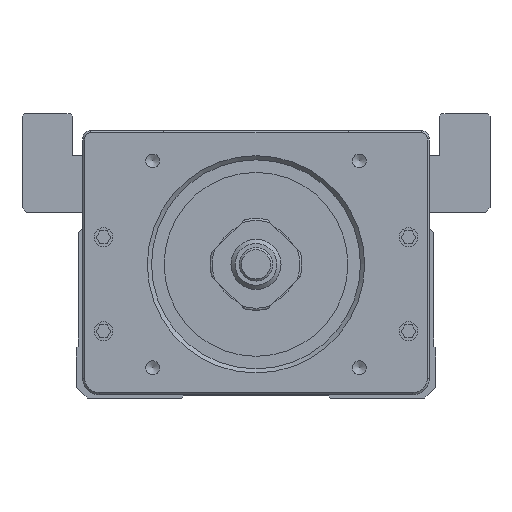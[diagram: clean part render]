
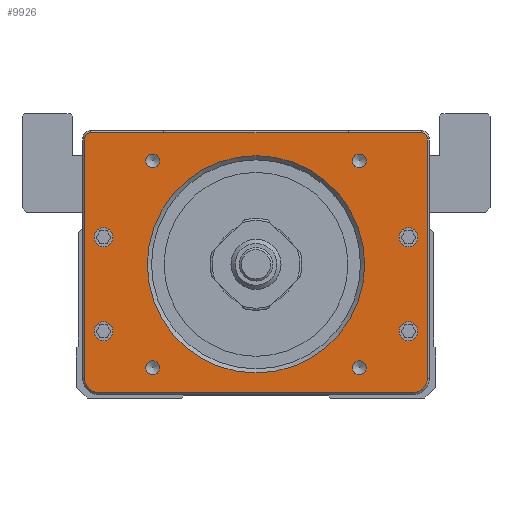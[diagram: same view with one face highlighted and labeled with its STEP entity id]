
A CAD part, front view. The second image highlights one B-rep face of the part: STEP entity #9926.
In plain terms, the highlighted planar face has unit normal (0, -1, 0).
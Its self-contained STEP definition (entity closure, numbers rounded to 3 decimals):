
#2135=PLANE('',#33366);
#3544=LINE('',#45883,#6811);
#3545=LINE('',#45888,#6812);
#3546=LINE('',#45892,#6813);
#3547=LINE('',#45896,#6814);
#6811=VECTOR('',#36497,1.);
#6812=VECTOR('',#36500,1.);
#6813=VECTOR('',#36503,1.);
#6814=VECTOR('',#36506,1.);
#9926=ADVANCED_FACE('',(#12212,#12213,#12214,#12215,#12216,#12217,#12218,
#12219,#12220,#12221),#2135,.F.);
#12212=FACE_BOUND('',#13295,.T.);
#12213=FACE_BOUND('',#13296,.T.);
#12214=FACE_BOUND('',#13297,.T.);
#12215=FACE_BOUND('',#13298,.T.);
#12216=FACE_BOUND('',#13299,.T.);
#12217=FACE_BOUND('',#13300,.T.);
#12218=FACE_BOUND('',#13301,.T.);
#12219=FACE_BOUND('',#13302,.T.);
#12220=FACE_BOUND('',#13303,.T.);
#12221=FACE_BOUND('',#13304,.T.);
#13295=EDGE_LOOP('',(#15983));
#13296=EDGE_LOOP('',(#15984));
#13297=EDGE_LOOP('',(#15985));
#13298=EDGE_LOOP('',(#15986));
#13299=EDGE_LOOP('',(#15987));
#13300=EDGE_LOOP('',(#15988,#15989,#15990,#15991,#15992,#15993,#15994,#15995));
#13301=EDGE_LOOP('',(#15996));
#13302=EDGE_LOOP('',(#15997));
#13303=EDGE_LOOP('',(#15998));
#13304=EDGE_LOOP('',(#15999));
#15983=ORIENTED_EDGE('',*,*,#28053,.T.);
#15984=ORIENTED_EDGE('',*,*,#28054,.T.);
#15985=ORIENTED_EDGE('',*,*,#28055,.T.);
#15986=ORIENTED_EDGE('',*,*,#28056,.T.);
#15987=ORIENTED_EDGE('',*,*,#28057,.T.);
#15988=ORIENTED_EDGE('',*,*,#28058,.T.);
#15989=ORIENTED_EDGE('',*,*,#28059,.T.);
#15990=ORIENTED_EDGE('',*,*,#28060,.T.);
#15991=ORIENTED_EDGE('',*,*,#28061,.T.);
#15992=ORIENTED_EDGE('',*,*,#28062,.T.);
#15993=ORIENTED_EDGE('',*,*,#28063,.T.);
#15994=ORIENTED_EDGE('',*,*,#28064,.T.);
#15995=ORIENTED_EDGE('',*,*,#28065,.T.);
#15996=ORIENTED_EDGE('',*,*,#28066,.T.);
#15997=ORIENTED_EDGE('',*,*,#28067,.T.);
#15998=ORIENTED_EDGE('',*,*,#28068,.T.);
#15999=ORIENTED_EDGE('',*,*,#28069,.T.);
#24946=VERTEX_POINT('',#45874);
#24947=VERTEX_POINT('',#45876);
#24948=VERTEX_POINT('',#45878);
#24949=VERTEX_POINT('',#45880);
#24950=VERTEX_POINT('',#45882);
#24951=VERTEX_POINT('',#45884);
#24952=VERTEX_POINT('',#45885);
#24953=VERTEX_POINT('',#45887);
#24954=VERTEX_POINT('',#45889);
#24955=VERTEX_POINT('',#45891);
#24956=VERTEX_POINT('',#45893);
#24957=VERTEX_POINT('',#45895);
#24958=VERTEX_POINT('',#45897);
#24959=VERTEX_POINT('',#45900);
#24960=VERTEX_POINT('',#45902);
#24961=VERTEX_POINT('',#45904);
#24962=VERTEX_POINT('',#45906);
#28053=EDGE_CURVE('',#24946,#24946,#32340,.T.);
#28054=EDGE_CURVE('',#24947,#24947,#32341,.T.);
#28055=EDGE_CURVE('',#24948,#24948,#32342,.T.);
#28056=EDGE_CURVE('',#24949,#24949,#32343,.T.);
#28057=EDGE_CURVE('',#24950,#24950,#32344,.T.);
#28058=EDGE_CURVE('',#24951,#24952,#3544,.T.);
#28059=EDGE_CURVE('',#24952,#24953,#32345,.T.);
#28060=EDGE_CURVE('',#24953,#24954,#3545,.T.);
#28061=EDGE_CURVE('',#24954,#24955,#32346,.T.);
#28062=EDGE_CURVE('',#24955,#24956,#3546,.T.);
#28063=EDGE_CURVE('',#24956,#24957,#32347,.T.);
#28064=EDGE_CURVE('',#24957,#24958,#3547,.T.);
#28065=EDGE_CURVE('',#24958,#24951,#32348,.T.);
#28066=EDGE_CURVE('',#24959,#24959,#32349,.T.);
#28067=EDGE_CURVE('',#24960,#24960,#32350,.T.);
#28068=EDGE_CURVE('',#24961,#24961,#32351,.T.);
#28069=EDGE_CURVE('',#24962,#24962,#32352,.T.);
#32340=CIRCLE('',#33353,26.);
#32341=CIRCLE('',#33354,1.65);
#32342=CIRCLE('',#33355,1.65);
#32343=CIRCLE('',#33356,1.65);
#32344=CIRCLE('',#33357,1.65);
#32345=CIRCLE('',#33358,1.5);
#32346=CIRCLE('',#33359,1.5);
#32347=CIRCLE('',#33360,3.5);
#32348=CIRCLE('',#33361,3.5);
#32349=CIRCLE('',#33362,2.25);
#32350=CIRCLE('',#33363,2.25);
#32351=CIRCLE('',#33364,2.25);
#32352=CIRCLE('',#33365,2.25);
#33353=AXIS2_PLACEMENT_3D('',#45873,#36487,#36488);
#33354=AXIS2_PLACEMENT_3D('',#45875,#36489,#36490);
#33355=AXIS2_PLACEMENT_3D('',#45877,#36491,#36492);
#33356=AXIS2_PLACEMENT_3D('',#45879,#36493,#36494);
#33357=AXIS2_PLACEMENT_3D('',#45881,#36495,#36496);
#33358=AXIS2_PLACEMENT_3D('',#45886,#36498,#36499);
#33359=AXIS2_PLACEMENT_3D('',#45890,#36501,#36502);
#33360=AXIS2_PLACEMENT_3D('',#45894,#36504,#36505);
#33361=AXIS2_PLACEMENT_3D('',#45898,#36507,#36508);
#33362=AXIS2_PLACEMENT_3D('',#45899,#36509,#36510);
#33363=AXIS2_PLACEMENT_3D('',#45901,#36511,#36512);
#33364=AXIS2_PLACEMENT_3D('',#45903,#36513,#36514);
#33365=AXIS2_PLACEMENT_3D('',#45905,#36515,#36516);
#33366=AXIS2_PLACEMENT_3D('',#45907,#36517,#36518);
#36487=DIRECTION('',(0.,1.,0.));
#36488=DIRECTION('',(0.,0.,1.));
#36489=DIRECTION('',(0.,1.,0.));
#36490=DIRECTION('',(0.,0.,1.));
#36491=DIRECTION('',(0.,1.,0.));
#36492=DIRECTION('',(0.,0.,1.));
#36493=DIRECTION('',(0.,1.,0.));
#36494=DIRECTION('',(0.,0.,1.));
#36495=DIRECTION('',(0.,1.,0.));
#36496=DIRECTION('',(0.,0.,1.));
#36497=DIRECTION('',(0.,0.,1.));
#36498=DIRECTION('',(0.,-1.,0.));
#36499=DIRECTION('',(0.,0.,1.));
#36500=DIRECTION('',(-1.,0.,0.));
#36501=DIRECTION('',(0.,-1.,0.));
#36502=DIRECTION('',(0.,0.,1.));
#36503=DIRECTION('',(0.,0.,-1.));
#36504=DIRECTION('',(0.,-1.,0.));
#36505=DIRECTION('',(0.,0.,1.));
#36506=DIRECTION('',(1.,0.,0.));
#36507=DIRECTION('',(0.,-1.,0.));
#36508=DIRECTION('',(0.,0.,1.));
#36509=DIRECTION('',(0.,1.,0.));
#36510=DIRECTION('',(0.,0.,1.));
#36511=DIRECTION('',(0.,1.,0.));
#36512=DIRECTION('',(0.,0.,1.));
#36513=DIRECTION('',(0.,1.,0.));
#36514=DIRECTION('',(0.,0.,1.));
#36515=DIRECTION('',(0.,1.,0.));
#36516=DIRECTION('',(0.,0.,1.));
#36517=DIRECTION('',(0.,1.,0.));
#36518=DIRECTION('',(0.,0.,-1.));
#45873=CARTESIAN_POINT('',(0.,-236.633,32.));
#45874=CARTESIAN_POINT('',(0.,-236.633,58.));
#45875=CARTESIAN_POINT('',(-24.749,-236.633,56.749));
#45876=CARTESIAN_POINT('',(-24.749,-236.633,58.399));
#45877=CARTESIAN_POINT('',(-24.749,-236.633,7.251));
#45878=CARTESIAN_POINT('',(-24.749,-236.633,8.901));
#45879=CARTESIAN_POINT('',(24.749,-236.633,7.251));
#45880=CARTESIAN_POINT('',(24.749,-236.633,8.901));
#45881=CARTESIAN_POINT('',(24.749,-236.633,56.749));
#45882=CARTESIAN_POINT('',(24.749,-236.633,58.399));
#45883=CARTESIAN_POINT('',(41.,-236.633,60.));
#45884=CARTESIAN_POINT('',(41.,-236.633,4.8));
#45885=CARTESIAN_POINT('',(41.,-236.633,62.));
#45886=CARTESIAN_POINT('',(39.5,-236.633,62.));
#45887=CARTESIAN_POINT('',(39.5,-236.633,63.5));
#45888=CARTESIAN_POINT('',(39.,-236.633,63.5));
#45889=CARTESIAN_POINT('',(-39.5,-236.633,63.5));
#45890=CARTESIAN_POINT('',(-39.5,-236.633,62.));
#45891=CARTESIAN_POINT('',(-41.,-236.633,62.));
#45892=CARTESIAN_POINT('',(-41.,-236.633,60.));
#45893=CARTESIAN_POINT('',(-41.,-236.633,4.8));
#45894=CARTESIAN_POINT('',(-37.5,-236.633,4.8));
#45895=CARTESIAN_POINT('',(-37.5,-236.633,1.3));
#45896=CARTESIAN_POINT('',(39.,-236.633,1.3));
#45897=CARTESIAN_POINT('',(37.5,-236.633,1.3));
#45898=CARTESIAN_POINT('',(37.5,-236.633,4.8));
#45899=CARTESIAN_POINT('',(-36.5,-236.633,38.5));
#45900=CARTESIAN_POINT('',(-36.5,-236.633,40.75));
#45901=CARTESIAN_POINT('',(-36.5,-236.633,16.));
#45902=CARTESIAN_POINT('',(-36.5,-236.633,18.25));
#45903=CARTESIAN_POINT('',(36.5,-236.633,38.5));
#45904=CARTESIAN_POINT('',(36.5,-236.633,40.75));
#45905=CARTESIAN_POINT('',(36.5,-236.633,16.));
#45906=CARTESIAN_POINT('',(36.5,-236.633,18.25));
#45907=CARTESIAN_POINT('',(39.,-236.633,60.));
